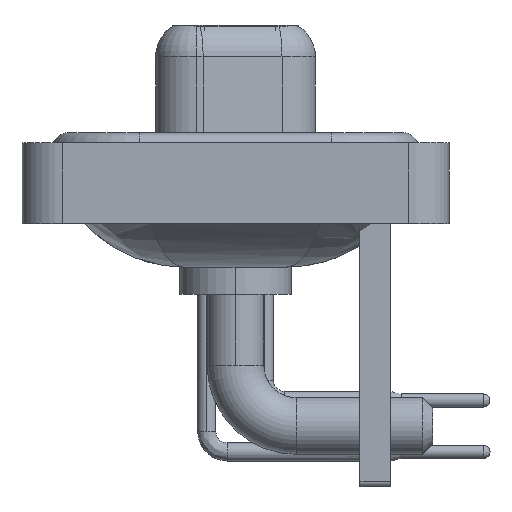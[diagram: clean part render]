
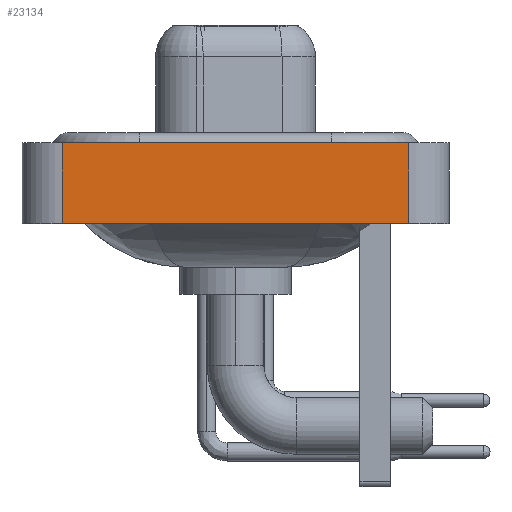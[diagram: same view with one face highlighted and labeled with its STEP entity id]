
A CAD part, left-side view. The second image highlights one B-rep face of the part: STEP entity #23134.
In plain terms, the highlighted planar face has unit normal (-1, 0, 0).
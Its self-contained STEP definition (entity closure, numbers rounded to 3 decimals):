
#174 = VECTOR ( 'NONE', #10095, 1000. ) ;
#1402 = DIRECTION ( 'NONE',  ( 0., 0., 1. ) ) ;
#2210 = EDGE_CURVE ( 'NONE', #16741, #11894, #16120, .T. ) ;
#2314 = VERTEX_POINT ( 'NONE', #3789 ) ;
#2397 = EDGE_CURVE ( 'NONE', #16785, #2314, #14918, .T. ) ;
#2496 = VECTOR ( 'NONE', #13130, 1000. ) ;
#3389 = CARTESIAN_POINT ( 'NONE',  ( -7.35, 8.55, 0.4 ) ) ;
#3566 = CARTESIAN_POINT ( 'NONE',  ( -7.35, 8.55, -3.6 ) ) ;
#3789 = CARTESIAN_POINT ( 'NONE',  ( -7.35, -8.55, 0.4 ) ) ;
#3915 = DIRECTION ( 'NONE',  ( 0., 0., 1. ) ) ;
#4553 = VECTOR ( 'NONE', #3915, 1000. ) ;
#5194 = EDGE_LOOP ( 'NONE', ( #7370, #5479, #8904, #7348 ) ) ;
#5216 = CARTESIAN_POINT ( 'NONE',  ( -7.35, -8.55, -3.6 ) ) ;
#5479 = ORIENTED_EDGE ( 'NONE', *, *, #2397, .F. ) ;
#5722 = DIRECTION ( 'NONE',  ( 0., 0., 1. ) ) ;
#7288 = PLANE ( 'NONE',  #7484 ) ;
#7348 = ORIENTED_EDGE ( 'NONE', *, *, #2210, .T. ) ;
#7370 = ORIENTED_EDGE ( 'NONE', *, *, #13629, .T. ) ;
#7484 = AXIS2_PLACEMENT_3D ( 'NONE', #14584, #11010, #5722 ) ;
#7525 = FACE_OUTER_BOUND ( 'NONE', #5194, .T. ) ;
#8183 = EDGE_CURVE ( 'NONE', #16741, #16785, #18161, .T. ) ;
#8904 = ORIENTED_EDGE ( 'NONE', *, *, #8183, .F. ) ;
#10095 = DIRECTION ( 'NONE',  ( 0., -1., 0. ) ) ;
#10837 = CARTESIAN_POINT ( 'NONE',  ( -7.35, -8.55, -3.6 ) ) ;
#11010 = DIRECTION ( 'NONE',  ( -1., 0., 0. ) ) ;
#11329 = CARTESIAN_POINT ( 'NONE',  ( -7.35, -8.55, 0.4 ) ) ;
#11341 = CARTESIAN_POINT ( 'NONE',  ( -7.35, -8.55, -3.6 ) ) ;
#11894 = VERTEX_POINT ( 'NONE', #11341 ) ;
#13130 = DIRECTION ( 'NONE',  ( 0., -1., 0. ) ) ;
#13629 = EDGE_CURVE ( 'NONE', #11894, #2314, #17772, .T. ) ;
#14584 = CARTESIAN_POINT ( 'NONE',  ( -7.35, -8.55, -3.6 ) ) ;
#14918 = LINE ( 'NONE', #11329, #2496 ) ;
#16120 = LINE ( 'NONE', #5216, #174 ) ;
#16741 = VERTEX_POINT ( 'NONE', #23412 ) ;
#16785 = VERTEX_POINT ( 'NONE', #3389 ) ;
#17772 = LINE ( 'NONE', #10837, #20940 ) ;
#18161 = LINE ( 'NONE', #3566, #4553 ) ;
#20940 = VECTOR ( 'NONE', #1402, 1000. ) ;
#23134 = ADVANCED_FACE ( 'NONE', ( #7525 ), #7288, .T. ) ;
#23412 = CARTESIAN_POINT ( 'NONE',  ( -7.35, 8.55, -3.6 ) ) ;
